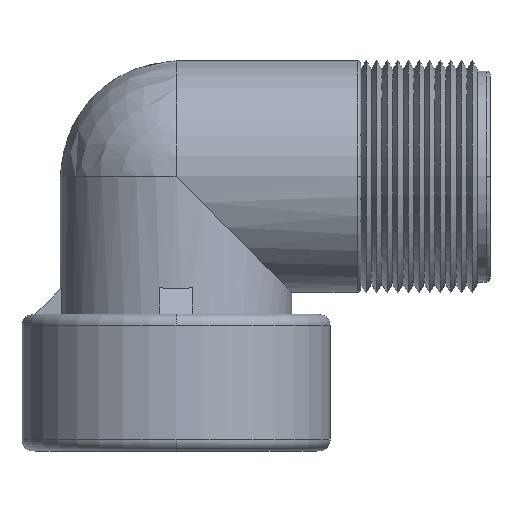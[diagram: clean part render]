
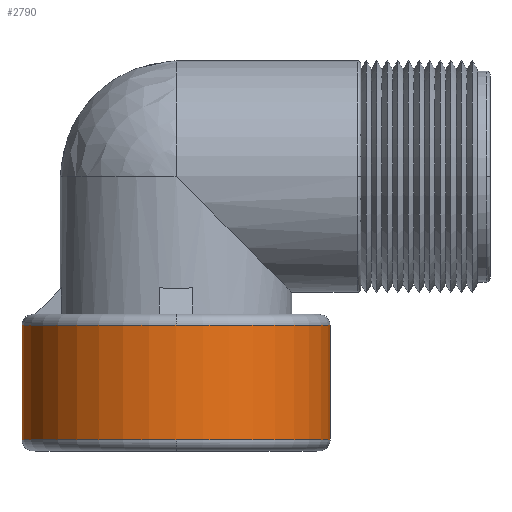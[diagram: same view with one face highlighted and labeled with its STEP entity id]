
A CAD part, top view. The second image highlights one B-rep face of the part: STEP entity #2790.
In plain terms, the highlighted cylindrical face has radius 32.08 mm (diameter 64.16 mm), a partial arc.
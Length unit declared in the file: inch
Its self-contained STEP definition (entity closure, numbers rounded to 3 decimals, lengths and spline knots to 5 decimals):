
#985=CARTESIAN_POINT('',(-1.013,-1.22,0.));
#986=VERTEX_POINT('',#985);
#994=CARTESIAN_POINT('',(0.25,-1.22,1.263));
#995=VERTEX_POINT('',#994);
#996=CARTESIAN_POINT('',(0.25,-1.22,0.0));
#997=DIRECTION('',(0.0,1.0,0.0));
#998=DIRECTION('',(-1.0,0.0,0.0));
#999=AXIS2_PLACEMENT_3D('',#996,#997,#998);
#1000=CIRCLE('',#999,1.263);
#1001=EDGE_CURVE('',#986,#995,#1000,.T.);
#1027=CARTESIAN_POINT('',(1.513,-2.16,0.0));
#1028=VERTEX_POINT('',#1027);
#1029=CARTESIAN_POINT('',(1.513,-1.22,0.));
#1030=VERTEX_POINT('',#1029);
#1031=CARTESIAN_POINT('',(1.513,-2.16,0.0));
#1032=DIRECTION('',(0.0,1.0,0.0));
#1033=VECTOR('',#1032,0.94);
#1034=LINE('',#1031,#1033);
#1035=EDGE_CURVE('',#1028,#1030,#1034,.T.);
#1046=CARTESIAN_POINT('',(-1.013,-2.16,0.));
#1047=VERTEX_POINT('',#1046);
#1055=CARTESIAN_POINT('',(-1.013,-2.16,0.));
#1056=DIRECTION('',(0.0,1.0,0.0));
#1057=VECTOR('',#1056,0.94);
#1058=LINE('',#1055,#1057);
#1059=EDGE_CURVE('',#1047,#986,#1058,.T.);
#1095=CARTESIAN_POINT('',(0.25,-2.16,1.263));
#1096=VERTEX_POINT('',#1095);
#1104=CARTESIAN_POINT('',(0.25,-2.16,0.0));
#1105=DIRECTION('',(0.0,-1.0,0.0));
#1106=DIRECTION('',(-1.0,0.0,0.0));
#1107=AXIS2_PLACEMENT_3D('',#1104,#1105,#1106);
#1108=CIRCLE('',#1107,1.263);
#1109=EDGE_CURVE('',#1096,#1047,#1108,.T.);
#2744=CARTESIAN_POINT('',(0.25,-2.16,0.0));
#2745=DIRECTION('',(0.0,-1.0,0.0));
#2746=DIRECTION('',(-1.0,0.0,0.0));
#2747=AXIS2_PLACEMENT_3D('',#2744,#2745,#2746);
#2748=CIRCLE('',#2747,1.263);
#2749=EDGE_CURVE('',#1028,#1096,#2748,.T.);
#2771=CARTESIAN_POINT('',(0.25,-1.69,0.0));
#2772=DIRECTION('',(0.0,-1.0,0.0));
#2773=DIRECTION('',(1.0,0.0,0.0));
#2774=AXIS2_PLACEMENT_3D('',#2771,#2772,#2773);
#2775=CYLINDRICAL_SURFACE('',#2774,1.263);
#2776=ORIENTED_EDGE('',*,*,#1035,.T.);
#2777=CARTESIAN_POINT('',(0.25,-1.22,0.0));
#2778=DIRECTION('',(0.0,1.0,0.0));
#2779=DIRECTION('',(-1.0,0.0,0.0));
#2780=AXIS2_PLACEMENT_3D('',#2777,#2778,#2779);
#2781=CIRCLE('',#2780,1.263);
#2782=EDGE_CURVE('',#995,#1030,#2781,.T.);
#2783=ORIENTED_EDGE('',*,*,#2782,.F.);
#2784=ORIENTED_EDGE('',*,*,#1001,.F.);
#2785=ORIENTED_EDGE('',*,*,#1059,.F.);
#2786=ORIENTED_EDGE('',*,*,#1109,.F.);
#2787=ORIENTED_EDGE('',*,*,#2749,.F.);
#2788=EDGE_LOOP('',(#2776,#2783,#2784,#2785,#2786,#2787));
#2789=FACE_OUTER_BOUND('',#2788,.T.);
#2790=ADVANCED_FACE('',(#2789),#2775,.T.);
